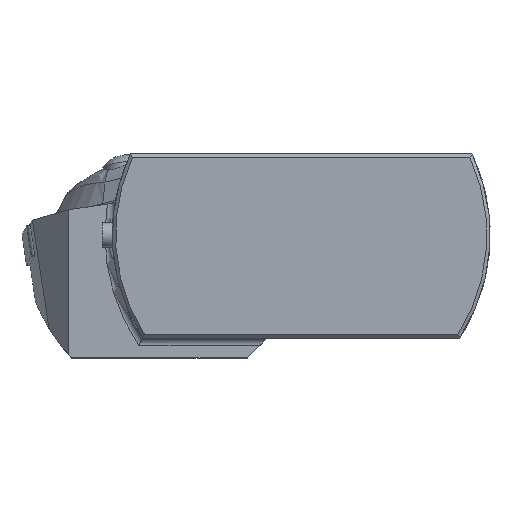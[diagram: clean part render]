
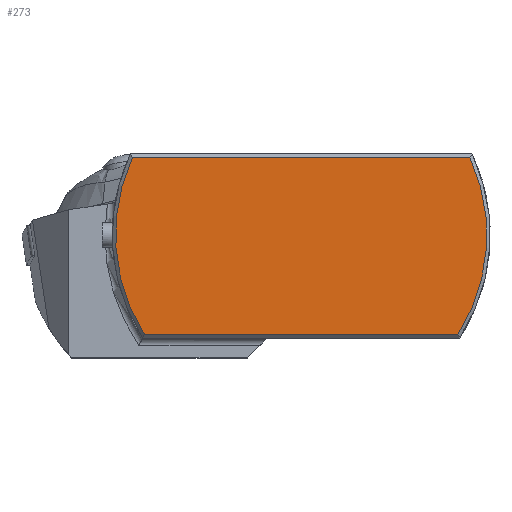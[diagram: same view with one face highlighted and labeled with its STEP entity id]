
A CAD part, top view. The second image highlights one B-rep face of the part: STEP entity #273.
In plain terms, the highlighted planar face has unit normal (0, 0, 1).
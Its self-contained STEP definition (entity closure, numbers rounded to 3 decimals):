
#162=FACE_OUTER_BOUND('',#729,.T.);
#273=ADVANCED_FACE('',(#162),#343,.T.);
#343=PLANE('',#1859);
#456=LINE('',#2592,#565);
#458=LINE('',#2600,#567);
#565=VECTOR('',#2010,1.);
#567=VECTOR('',#2014,1.);
#729=EDGE_LOOP('',(#1030,#1031,#1032,#1033));
#1030=ORIENTED_EDGE('',*,*,#1454,.F.);
#1031=ORIENTED_EDGE('',*,*,#1457,.T.);
#1032=ORIENTED_EDGE('',*,*,#1463,.F.);
#1033=ORIENTED_EDGE('',*,*,#1460,.F.);
#1295=VERTEX_POINT('',#2582);
#1296=VERTEX_POINT('',#2584);
#1298=VERTEX_POINT('',#2593);
#1299=VERTEX_POINT('',#2601);
#1454=EDGE_CURVE('',#1295,#1296,#1656,.T.);
#1457=EDGE_CURVE('',#1295,#1298,#456,.T.);
#1460=EDGE_CURVE('',#1296,#1299,#458,.T.);
#1463=EDGE_CURVE('',#1299,#1298,#1658,.T.);
#1656=CIRCLE('',#1792,37.825);
#1658=CIRCLE('',#1797,37.825);
#1792=AXIS2_PLACEMENT_3D('',#2583,#2004,#2005);
#1797=AXIS2_PLACEMENT_3D('',#2608,#2018,#2019);
#1859=AXIS2_PLACEMENT_3D('',#2835,#2192,#2193);
#2004=DIRECTION('',(0.,0.,-1.));
#2005=DIRECTION('',(1.,0.,0.));
#2010=DIRECTION('',(-1.,0.,0.));
#2014=DIRECTION('',(-1.,0.,0.));
#2018=DIRECTION('',(0.,0.,-1.));
#2019=DIRECTION('',(1.,0.,0.));
#2192=DIRECTION('',(0.,0.,1.));
#2193=DIRECTION('',(1.,0.,0.));
#2582=CARTESIAN_POINT('',(34.355,15.825,0.));
#2583=CARTESIAN_POINT('',(0.,0.,0.));
#2584=CARTESIAN_POINT('',(31.9,-20.325,0.));
#2592=CARTESIAN_POINT('',(6.608,15.825,0.));
#2593=CARTESIAN_POINT('',(-34.355,15.825,0.));
#2600=CARTESIAN_POINT('',(6.608,-20.325,0.));
#2601=CARTESIAN_POINT('',(-31.9,-20.325,0.));
#2608=CARTESIAN_POINT('',(0.,0.,0.));
#2835=CARTESIAN_POINT('',(0.,0.,0.));
